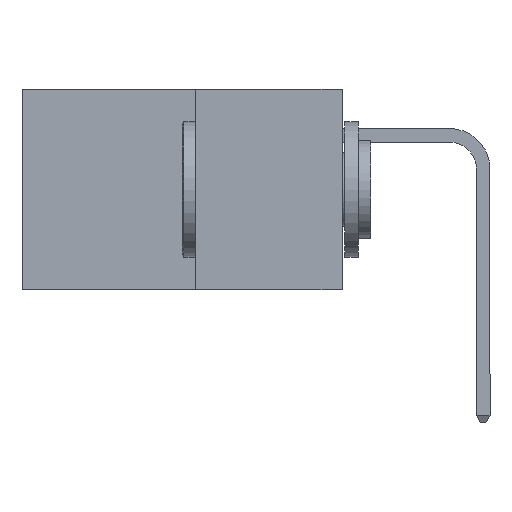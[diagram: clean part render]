
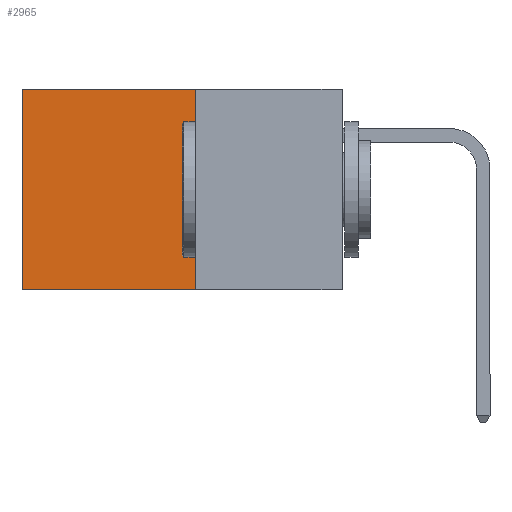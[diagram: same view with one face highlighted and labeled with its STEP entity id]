
A CAD part, left-side view. The second image highlights one B-rep face of the part: STEP entity #2965.
In plain terms, the highlighted planar face has unit normal (-1, 0, 0).
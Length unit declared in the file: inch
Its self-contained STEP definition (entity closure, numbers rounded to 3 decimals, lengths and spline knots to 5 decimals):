
#762 = CARTESIAN_POINT ( 'NONE',  ( 0.277, 0.27, -0.37 ) ) ;
#869 = VECTOR ( 'NONE', #2641, 39.37008 ) ;
#962 = DIRECTION ( 'NONE',  ( 0., 1., 0. ) ) ;
#1373 = CARTESIAN_POINT ( 'NONE',  ( 0.277, 0.27, -0.37 ) ) ;
#2158 = VECTOR ( 'NONE', #7779, 39.37008 ) ;
#2479 = VERTEX_POINT ( 'NONE', #5865 ) ;
#2515 = CARTESIAN_POINT ( 'NONE',  ( 0.277, 0.27, -0.37 ) ) ;
#2641 = DIRECTION ( 'NONE',  ( 0., 0., -1. ) ) ;
#2965 = ADVANCED_FACE ( 'NONE', ( #9525 ), #5182, .F. ) ;
#3000 = EDGE_CURVE ( 'NONE', #5946, #4307, #9300, .T. ) ;
#3070 = VECTOR ( 'NONE', #962, 39.37008 ) ;
#3123 = EDGE_CURVE ( 'NONE', #8604, #4307, #4197, .T. ) ;
#4197 = LINE ( 'NONE', #9672, #6104 ) ;
#4307 = VERTEX_POINT ( 'NONE', #6800 ) ;
#4702 = DIRECTION ( 'NONE',  ( 0., 0., -1. ) ) ;
#4750 = EDGE_CURVE ( 'NONE', #2479, #5946, #7525, .T. ) ;
#5005 = DIRECTION ( 'NONE',  ( 1., 0., 0. ) ) ;
#5182 = PLANE ( 'NONE',  #9923 ) ;
#5865 = CARTESIAN_POINT ( 'NONE',  ( 0.277, 0.27, 0. ) ) ;
#5946 = VERTEX_POINT ( 'NONE', #1373 ) ;
#6100 = ORIENTED_EDGE ( 'NONE', *, *, #7017, .T. ) ;
#6104 = VECTOR ( 'NONE', #8668, 39.37008 ) ;
#6330 = CARTESIAN_POINT ( 'NONE',  ( 0.277, 0.27, -0.37 ) ) ;
#6409 = LINE ( 'NONE', #7011, #2158 ) ;
#6790 = ORIENTED_EDGE ( 'NONE', *, *, #3123, .T. ) ;
#6800 = CARTESIAN_POINT ( 'NONE',  ( 0.277, 0.59, -0.37 ) ) ;
#6814 = ORIENTED_EDGE ( 'NONE', *, *, #3000, .F. ) ;
#7011 = CARTESIAN_POINT ( 'NONE',  ( 0.277, 0.27, 0. ) ) ;
#7017 = EDGE_CURVE ( 'NONE', #2479, #8604, #6409, .T. ) ;
#7024 = EDGE_LOOP ( 'NONE', ( #6790, #6814, #7647, #6100 ) ) ;
#7525 = LINE ( 'NONE', #2515, #869 ) ;
#7647 = ORIENTED_EDGE ( 'NONE', *, *, #4750, .F. ) ;
#7779 = DIRECTION ( 'NONE',  ( 0., 1., 0. ) ) ;
#8604 = VERTEX_POINT ( 'NONE', #9819 ) ;
#8668 = DIRECTION ( 'NONE',  ( 0., 0., -1. ) ) ;
#9300 = LINE ( 'NONE', #6330, #3070 ) ;
#9525 = FACE_OUTER_BOUND ( 'NONE', #7024, .T. ) ;
#9672 = CARTESIAN_POINT ( 'NONE',  ( 0.277, 0.59, -0.37 ) ) ;
#9819 = CARTESIAN_POINT ( 'NONE',  ( 0.277, 0.59, 0. ) ) ;
#9923 = AXIS2_PLACEMENT_3D ( 'NONE', #762, #5005, #4702 ) ;
